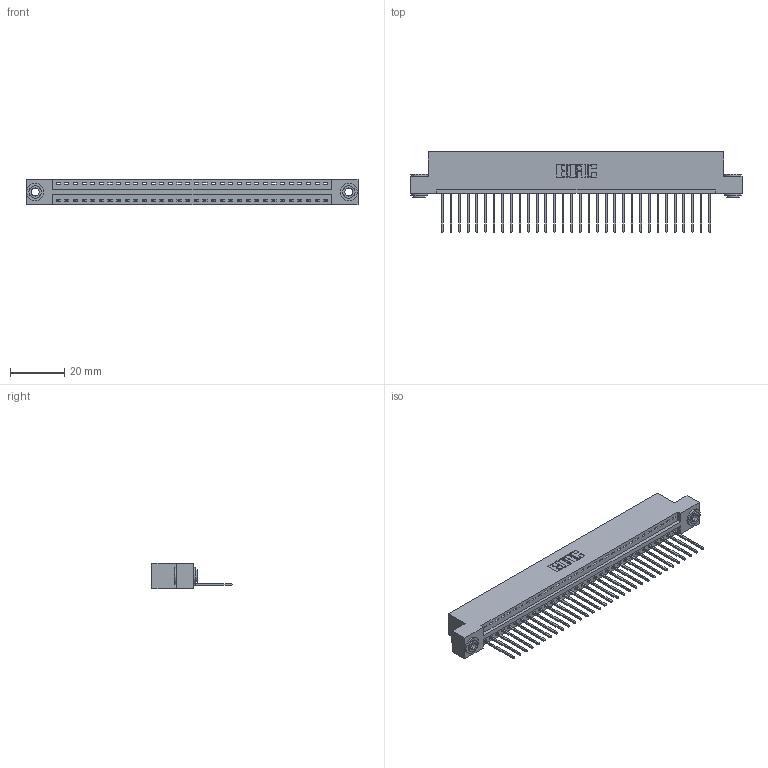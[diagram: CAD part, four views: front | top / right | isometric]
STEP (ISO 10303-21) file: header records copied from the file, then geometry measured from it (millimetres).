
FILE_DESCRIPTION (( 'STEP AP203' ), '1' );
FILE_NAME ('346-032-540-103.STEP', '2018-08-22T09:03:32', ( '' ), ( '' ), 'SwSTEP 2.0', 'SolidWorks 2016', '' );
FILE_SCHEMA (( 'CONFIG_CONTROL_DESIGN' ));
Length unit declared in the file: inch
Products named in the file (4): 345-292-001_345-293-140; 345-250-002_345-250-002-102; 346-032-540-103; 346 Part_Flush Mounting Lugs - 0.156 Dia-TH
Assembly tree (35 placements, depth 2):
  346-032-540-103
    346 Part_Flush Mounting Lugs - 0.156 Dia-TH
    345-292-001_345-293-140  x32
    345-250-002_345-250-002-102  x2
Bounding box: 122.17 x 29.46 x 9.4 mm (x, y, z)
Volume: 11688.6 mm3; surface area: 15036.8 mm2
Topology: 35 solids, 35 shells, 2016 faces, 6037 edges, 3978 vertices
Faces by surface type: plane 1366, cylinder 642, cone 8
Entity records: 21874 total; most frequent: CARTESIAN_POINT 3731, ORIENTED_EDGE 3690, DIRECTION 3335, EDGE_CURVE 1845, VECTOR 1561, LINE 1561, VERTEX_POINT 1226, AXIS2_PLACEMENT_3D 887
